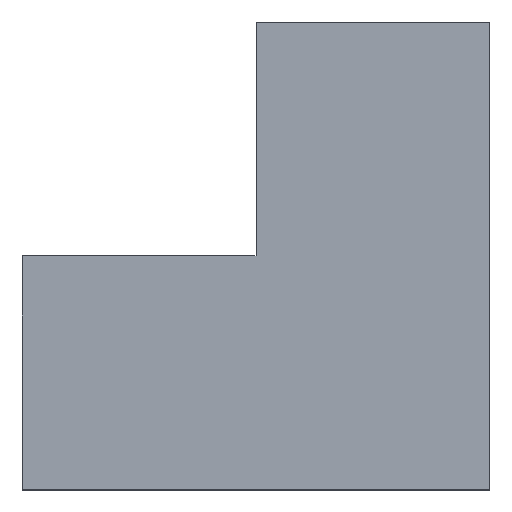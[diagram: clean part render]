
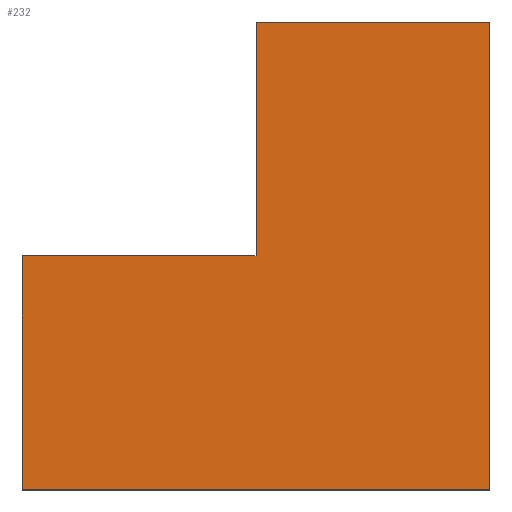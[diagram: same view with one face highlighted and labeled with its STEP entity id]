
A CAD part, top view. The second image highlights one B-rep face of the part: STEP entity #232.
In plain terms, the highlighted planar face has unit normal (0, 0, 1).
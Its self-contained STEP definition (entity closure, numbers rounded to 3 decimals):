
#12 = DIRECTION ( 'NONE',  ( 1., 0., 0. ) ) ;
#22 = PLANE ( 'NONE',  #58 ) ;
#39 = LINE ( 'NONE', #107, #278 ) ;
#41 = CARTESIAN_POINT ( 'NONE',  ( 0., 30., 30. ) ) ;
#49 = EDGE_CURVE ( 'NONE', #293, #266, #54, .T. ) ;
#53 = EDGE_CURVE ( 'NONE', #97, #293, #121, .T. ) ;
#54 = LINE ( 'NONE', #144, #103 ) ;
#56 = ORIENTED_EDGE ( 'NONE', *, *, #49, .T. ) ;
#57 = ORIENTED_EDGE ( 'NONE', *, *, #200, .T. ) ;
#58 = AXIS2_PLACEMENT_3D ( 'NONE', #277, #130, #83 ) ;
#61 = CARTESIAN_POINT ( 'NONE',  ( 30., 30., 30. ) ) ;
#65 = EDGE_CURVE ( 'NONE', #246, #223, #98, .T. ) ;
#74 = DIRECTION ( 'NONE',  ( -1., 0., 0. ) ) ;
#77 = EDGE_LOOP ( 'NONE', ( #271, #163, #56, #57, #258, #101 ) ) ;
#83 = DIRECTION ( 'NONE',  ( 1., 0., 0. ) ) ;
#86 = LINE ( 'NONE', #41, #297 ) ;
#97 = VERTEX_POINT ( 'NONE', #131 ) ;
#98 = LINE ( 'NONE', #195, #253 ) ;
#101 = ORIENTED_EDGE ( 'NONE', *, *, #65, .T. ) ;
#103 = VECTOR ( 'NONE', #242, 1000. ) ;
#107 = CARTESIAN_POINT ( 'NONE',  ( 60., 60., 30. ) ) ;
#111 = FACE_OUTER_BOUND ( 'NONE', #77, .T. ) ;
#118 = EDGE_CURVE ( 'NONE', #148, #246, #155, .T. ) ;
#120 = VECTOR ( 'NONE', #182, 1000. ) ;
#121 = LINE ( 'NONE', #221, #173 ) ;
#130 = DIRECTION ( 'NONE',  ( 0., 0., 1. ) ) ;
#131 = CARTESIAN_POINT ( 'NONE',  ( 0., 0., 30. ) ) ;
#144 = CARTESIAN_POINT ( 'NONE',  ( 60., 0., 30. ) ) ;
#148 = VERTEX_POINT ( 'NONE', #248 ) ;
#152 = EDGE_CURVE ( 'NONE', #223, #97, #86, .T. ) ;
#155 = LINE ( 'NONE', #227, #120 ) ;
#156 = CARTESIAN_POINT ( 'NONE',  ( 0., 30., 30. ) ) ;
#163 = ORIENTED_EDGE ( 'NONE', *, *, #53, .T. ) ;
#165 = CARTESIAN_POINT ( 'NONE',  ( 60., 0., 30. ) ) ;
#173 = VECTOR ( 'NONE', #12, 1000. ) ;
#177 = CARTESIAN_POINT ( 'NONE',  ( 60., 60., 30. ) ) ;
#182 = DIRECTION ( 'NONE',  ( 0., -1., 0. ) ) ;
#195 = CARTESIAN_POINT ( 'NONE',  ( 30., 30., 30. ) ) ;
#200 = EDGE_CURVE ( 'NONE', #266, #148, #39, .T. ) ;
#221 = CARTESIAN_POINT ( 'NONE',  ( 0., 0., 30. ) ) ;
#223 = VERTEX_POINT ( 'NONE', #156 ) ;
#227 = CARTESIAN_POINT ( 'NONE',  ( 30., 60., 30. ) ) ;
#232 = ADVANCED_FACE ( 'NONE', ( #111 ), #22, .T. ) ;
#242 = DIRECTION ( 'NONE',  ( 0., 1., 0. ) ) ;
#246 = VERTEX_POINT ( 'NONE', #61 ) ;
#248 = CARTESIAN_POINT ( 'NONE',  ( 30., 60., 30. ) ) ;
#252 = DIRECTION ( 'NONE',  ( -1., 0., 0. ) ) ;
#253 = VECTOR ( 'NONE', #74, 1000. ) ;
#258 = ORIENTED_EDGE ( 'NONE', *, *, #118, .T. ) ;
#266 = VERTEX_POINT ( 'NONE', #177 ) ;
#271 = ORIENTED_EDGE ( 'NONE', *, *, #152, .T. ) ;
#276 = DIRECTION ( 'NONE',  ( 0., -1., 0. ) ) ;
#277 = CARTESIAN_POINT ( 'NONE',  ( 0., 0., 30. ) ) ;
#278 = VECTOR ( 'NONE', #252, 1000. ) ;
#293 = VERTEX_POINT ( 'NONE', #165 ) ;
#297 = VECTOR ( 'NONE', #276, 1000. ) ;
